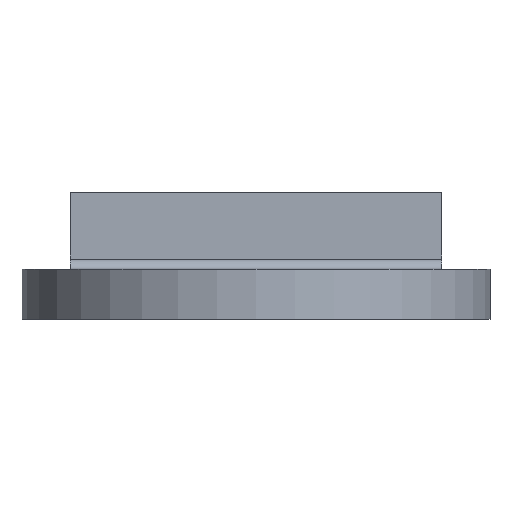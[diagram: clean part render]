
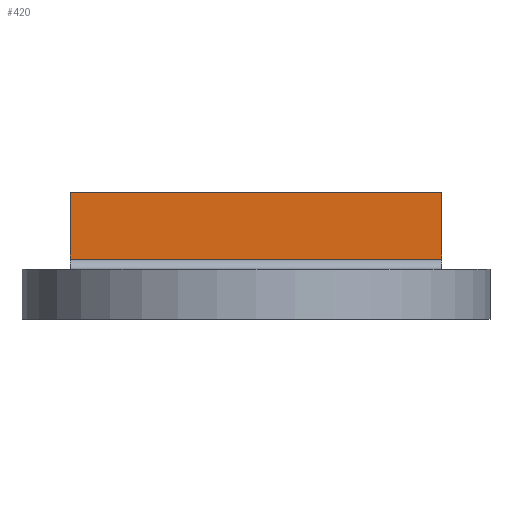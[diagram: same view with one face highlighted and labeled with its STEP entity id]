
A CAD part, front view. The second image highlights one B-rep face of the part: STEP entity #420.
In plain terms, the highlighted planar face has unit normal (0, -1, 0).
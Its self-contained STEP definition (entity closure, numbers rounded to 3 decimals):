
#21=PLANE('',#460);
#39=FACE_OUTER_BOUND('',#63,.T.);
#63=EDGE_LOOP('',(#298,#299,#300,#301));
#90=LINE('',#629,#134);
#92=LINE('',#635,#136);
#93=LINE('',#637,#137);
#94=LINE('',#638,#138);
#134=VECTOR('',#503,10.);
#136=VECTOR('',#509,10.);
#137=VECTOR('',#510,10.);
#138=VECTOR('',#511,10.);
#195=VERTEX_POINT('',#626);
#196=VERTEX_POINT('',#628);
#198=VERTEX_POINT('',#634);
#199=VERTEX_POINT('',#636);
#235=EDGE_CURVE('',#195,#196,#90,.T.);
#238=EDGE_CURVE('',#195,#198,#92,.T.);
#239=EDGE_CURVE('',#199,#198,#93,.T.);
#240=EDGE_CURVE('',#196,#199,#94,.T.);
#298=ORIENTED_EDGE('',*,*,#235,.F.);
#299=ORIENTED_EDGE('',*,*,#238,.T.);
#300=ORIENTED_EDGE('',*,*,#239,.F.);
#301=ORIENTED_EDGE('',*,*,#240,.F.);
#420=ADVANCED_FACE('',(#39),#21,.T.);
#460=AXIS2_PLACEMENT_3D('',#633,#507,#508);
#503=DIRECTION('',(-1.,0.,0.));
#507=DIRECTION('center_axis',(0.,-1.,0.));
#508=DIRECTION('ref_axis',(1.,0.,0.));
#509=DIRECTION('',(0.,0.,1.));
#510=DIRECTION('',(1.,0.,0.));
#511=DIRECTION('',(0.,0.,1.));
#626=CARTESIAN_POINT('',(36.9,46.5,12.));
#628=CARTESIAN_POINT('',(-36.9,46.5,12.));
#629=CARTESIAN_POINT('',(-18.45,46.5,12.));
#633=CARTESIAN_POINT('Origin',(-36.9,46.5,0.));
#634=CARTESIAN_POINT('',(36.9,46.5,25.2));
#635=CARTESIAN_POINT('',(36.9,46.5,0.));
#636=CARTESIAN_POINT('',(-36.9,46.5,25.2));
#637=CARTESIAN_POINT('',(-36.9,46.5,25.2));
#638=CARTESIAN_POINT('',(-36.9,46.5,0.));
